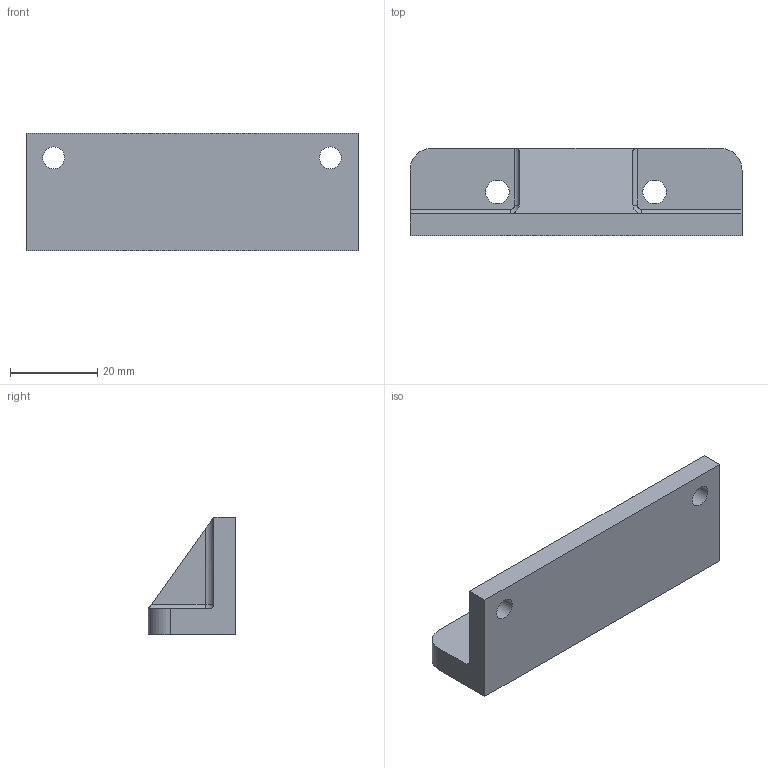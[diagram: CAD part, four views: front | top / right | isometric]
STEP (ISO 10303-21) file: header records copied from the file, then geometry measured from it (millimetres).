
FILE_DESCRIPTION(/* description */ (''),/* implementation_level */ '2;1');
FILE_NAME(/* name */ 'makita_to_sigma.stp',/* time_stamp */ '2022-04-18T08:21:46+03:00',/* author */ ('EMRE'),/* organization */ (''),/* preprocessor_version */ 'ST-DEVELOPER v18',/* originating_system */ 'Autodesk Inventor 2020',/* authorisation */ '');
FILE_SCHEMA (('AUTOMOTIVE_DESIGN { 1 0 10303 214 3 1 1 }'));
Length unit declared in the file: millimetre
Products named in the file (1): makita_to_sigma
Bounding box: 76 x 20 x 27 mm (x, y, z)
Volume: 20711 mm3; surface area: 7718.7 mm2
Topology: 1 solids, 1 shells, 27 faces, 70 edges, 45 vertices
Faces by surface type: plane 13, cylinder 12, bspline 2
Full cylindrical faces by diameter (mm): 5 x2, 5.4 x2
Entity records: 898 total; most frequent: CARTESIAN_POINT 159, DIRECTION 151, ORIENTED_EDGE 140, EDGE_CURVE 70, AXIS2_PLACEMENT_3D 55, VERTEX_POINT 45, LINE 41, VECTOR 41
